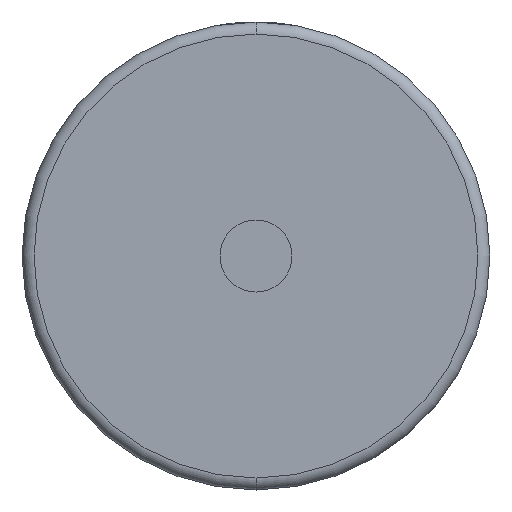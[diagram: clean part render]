
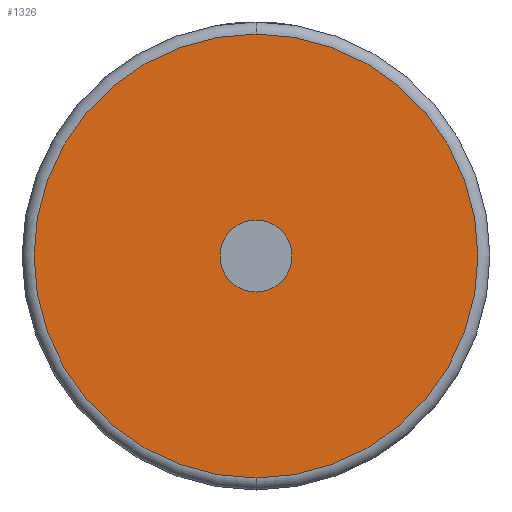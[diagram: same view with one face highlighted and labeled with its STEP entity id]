
A CAD part, front view. The second image highlights one B-rep face of the part: STEP entity #1326.
In plain terms, the highlighted planar face has unit normal (0, -1, 0).
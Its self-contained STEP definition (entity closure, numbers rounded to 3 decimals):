
#132 = AXIS2_PLACEMENT_3D ( 'NONE', #1367, #2287, #3482 ) ;
#196 = ORIENTED_EDGE ( 'NONE', *, *, #1842, .F. ) ;
#304 = VERTEX_POINT ( 'NONE', #1350 ) ;
#391 = VERTEX_POINT ( 'NONE', #3056 ) ;
#644 = DIRECTION ( 'NONE',  ( 0., 0., 1. ) ) ;
#682 = PLANE ( 'NONE',  #822 ) ;
#701 = EDGE_LOOP ( 'NONE', ( #196, #3718 ) ) ;
#822 = AXIS2_PLACEMENT_3D ( 'NONE', #2326, #2933, #1788 ) ;
#846 = VERTEX_POINT ( 'NONE', #1059 ) ;
#855 = FACE_OUTER_BOUND ( 'NONE', #1382, .T. ) ;
#1059 = CARTESIAN_POINT ( 'NONE',  ( 0., 0., 37. ) ) ;
#1218 = AXIS2_PLACEMENT_3D ( 'NONE', #2591, #2605, #644 ) ;
#1254 = CARTESIAN_POINT ( 'NONE',  ( 0., 0., 0. ) ) ;
#1272 = CIRCLE ( 'NONE', #132, 37. ) ;
#1326 = ADVANCED_FACE ( 'NONE', ( #855, #3048 ), #682, .F. ) ;
#1333 = ORIENTED_EDGE ( 'NONE', *, *, #2451, .T. ) ;
#1350 = CARTESIAN_POINT ( 'NONE',  ( 0., 0., -37. ) ) ;
#1367 = CARTESIAN_POINT ( 'NONE',  ( 0., 0., 0. ) ) ;
#1382 = EDGE_LOOP ( 'NONE', ( #1333, #3300 ) ) ;
#1418 = CIRCLE ( 'NONE', #2218, 37. ) ;
#1788 = DIRECTION ( 'NONE',  ( 0., 0., 1. ) ) ;
#1842 = EDGE_CURVE ( 'NONE', #2886, #391, #1911, .T. ) ;
#1911 = CIRCLE ( 'NONE', #1218, 6. ) ;
#2122 = CIRCLE ( 'NONE', #3133, 6. ) ;
#2218 = AXIS2_PLACEMENT_3D ( 'NONE', #3514, #2353, #2324 ) ;
#2287 = DIRECTION ( 'NONE',  ( 0., -1., 0. ) ) ;
#2324 = DIRECTION ( 'NONE',  ( 0., 0., 1. ) ) ;
#2326 = CARTESIAN_POINT ( 'NONE',  ( 0., 0., 0. ) ) ;
#2353 = DIRECTION ( 'NONE',  ( 0., -1., 0. ) ) ;
#2404 = DIRECTION ( 'NONE',  ( 0., -1., 0. ) ) ;
#2434 = CARTESIAN_POINT ( 'NONE',  ( 0., 0., 6. ) ) ;
#2451 = EDGE_CURVE ( 'NONE', #846, #304, #1418, .T. ) ;
#2587 = EDGE_CURVE ( 'NONE', #391, #2886, #2122, .T. ) ;
#2591 = CARTESIAN_POINT ( 'NONE',  ( 0., 0., 0. ) ) ;
#2605 = DIRECTION ( 'NONE',  ( 0., -1., 0. ) ) ;
#2886 = VERTEX_POINT ( 'NONE', #2434 ) ;
#2933 = DIRECTION ( 'NONE',  ( 0., 1., 0. ) ) ;
#3048 = FACE_BOUND ( 'NONE', #701, .T. ) ;
#3056 = CARTESIAN_POINT ( 'NONE',  ( 0., 0., -6. ) ) ;
#3133 = AXIS2_PLACEMENT_3D ( 'NONE', #1254, #2404, #3594 ) ;
#3300 = ORIENTED_EDGE ( 'NONE', *, *, #3581, .T. ) ;
#3482 = DIRECTION ( 'NONE',  ( 0., 0., 1. ) ) ;
#3514 = CARTESIAN_POINT ( 'NONE',  ( 0., 0., 0. ) ) ;
#3581 = EDGE_CURVE ( 'NONE', #304, #846, #1272, .T. ) ;
#3594 = DIRECTION ( 'NONE',  ( 0., 0., 1. ) ) ;
#3718 = ORIENTED_EDGE ( 'NONE', *, *, #2587, .F. ) ;
